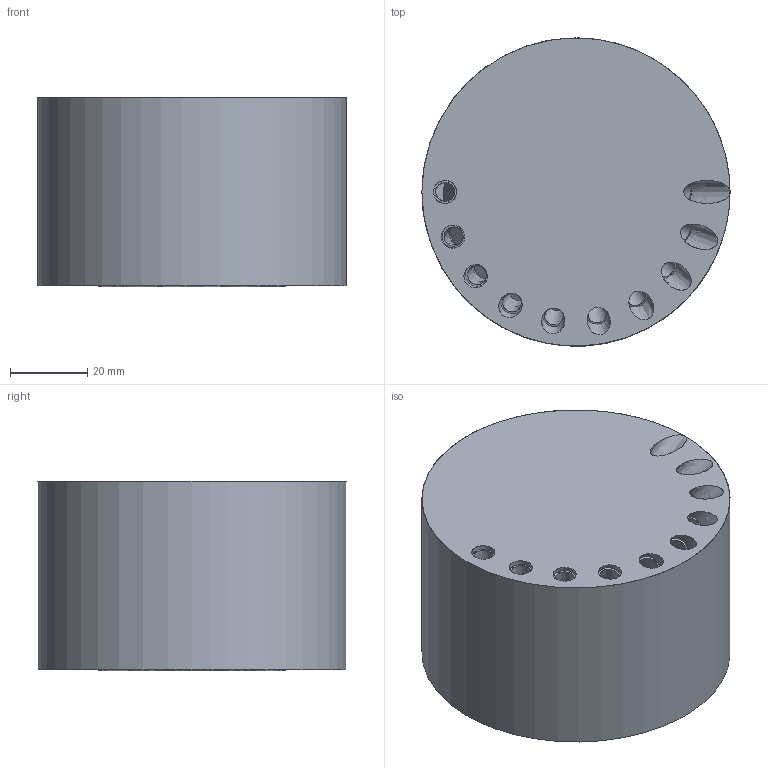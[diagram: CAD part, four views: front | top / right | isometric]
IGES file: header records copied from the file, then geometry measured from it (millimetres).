
Global section: file name: 122Hdetail.igs; preprocessor: Trout Lake IGES 012 Mar  6 2017; date: 170310.181028; units: millimetre
Bounding box: 80 x 80 x 49.2 mm (x, y, z)
Surface area: 53816.1 mm2 (no closed solid volume)
Topology: 0 solids, 0 shells, 48 faces, 452 edges, 395 vertices
Faces by surface type: bspline 48
